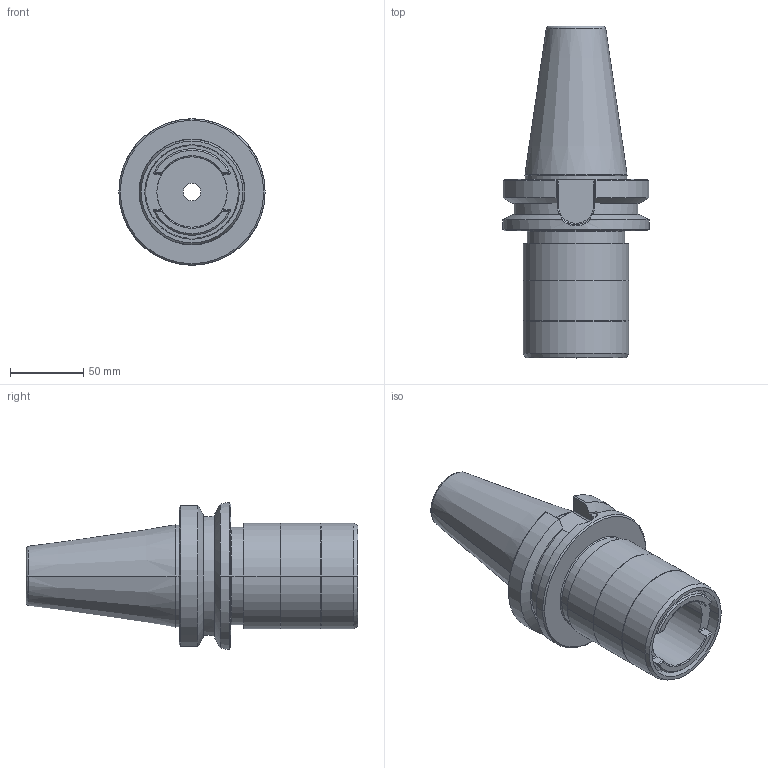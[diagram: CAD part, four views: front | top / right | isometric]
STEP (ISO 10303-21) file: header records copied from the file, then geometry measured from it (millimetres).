
FILE_DESCRIPTION((''),'2;1');
FILE_NAME('21880-50BT-B','2021-06-15T08:43:34',('046'),(''),'CREO PARAMETRIC BY PTC INC, 2019352','CREO PARAMETRIC BY PTC INC, 2019352','');
FILE_SCHEMA(('CONFIG_CONTROL_DESIGN'));
Length unit declared in the file: millimetre
Products named in the file (1): 21880-50BT-B
Bounding box: 100 x 226.8 x 100 mm (x, y, z)
Volume: 703005.6 mm3; surface area: 84838.6 mm2
Topology: 1 solids, 1 shells, 129 faces, 320 edges, 202 vertices
Faces by surface type: cylinder 46, plane 43, cone 28, torus 10, bspline 2
Entity records: 4297 total; most frequent: CARTESIAN_POINT 1232, ORIENTED_EDGE 640, DIRECTION 620, EDGE_CURVE 320, AXIS2_PLACEMENT_3D 241, VERTEX_POINT 202, EDGE_LOOP 140, VECTOR 138
